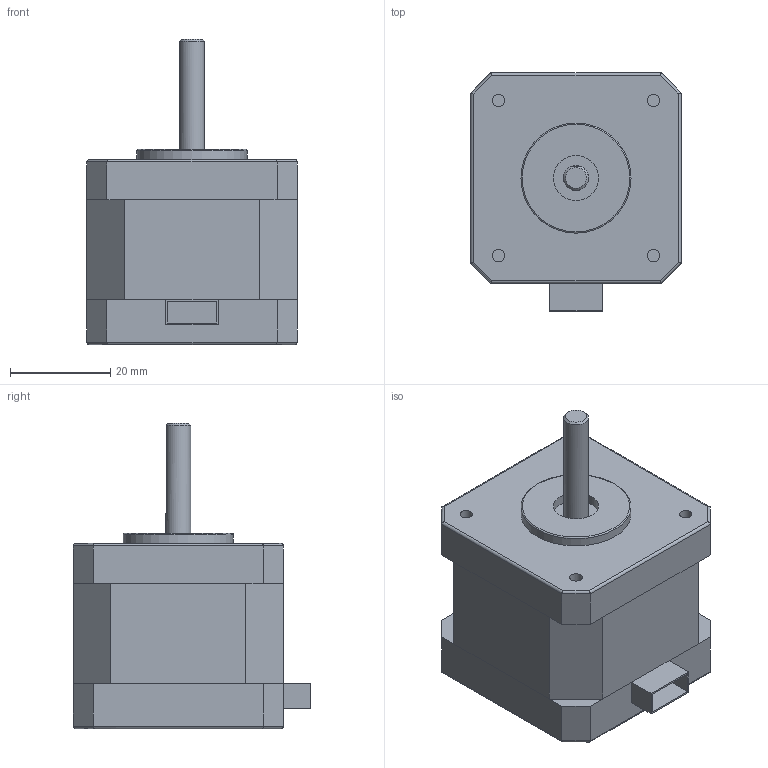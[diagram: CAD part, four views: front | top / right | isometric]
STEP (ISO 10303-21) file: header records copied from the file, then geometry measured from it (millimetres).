
FILE_DESCRIPTION(/* description */ (''),/* implementation_level */ '2;1');
FILE_NAME(/* name */ 'Downloads/ Nema 17 42A02C v2.step',/* time_stamp */ '2021-03-14T13:38:27+03:00',/* author */ (''),/* organization */ (''),/* preprocessor_version */ 'ST-DEVELOPER v18.1',/* originating_system */ 'Autodesk Translation Framework v9.10.0.1330',/* authorisation */ '');
FILE_SCHEMA (('AUTOMOTIVE_DESIGN { 1 0 10303 214 3 1 1 }'));
Length unit declared in the file: millimetre
Products named in the file (1):  Nema 17 42A02C
Bounding box: 42 x 47.5 x 61 mm (x, y, z)
Volume: 63241.1 mm3; surface area: 10471.9 mm2
Topology: 1 solids, 1 shells, 80 faces, 179 edges, 106 vertices
Faces by surface type: plane 50, cylinder 24, cone 5, torus 1
Full cylindrical faces by diameter (mm): 2.5 x4, 5 x1, 9 x2, 22 x1
Entity records: 2242 total; most frequent: DIRECTION 373, CARTESIAN_POINT 364, ORIENTED_EDGE 350, EDGE_CURVE 175, LINE 137, VECTOR 137, AXIS2_PLACEMENT_3D 118, VERTEX_POINT 106
